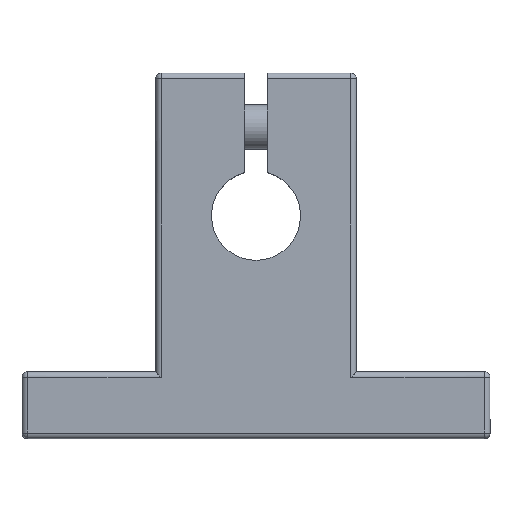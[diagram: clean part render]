
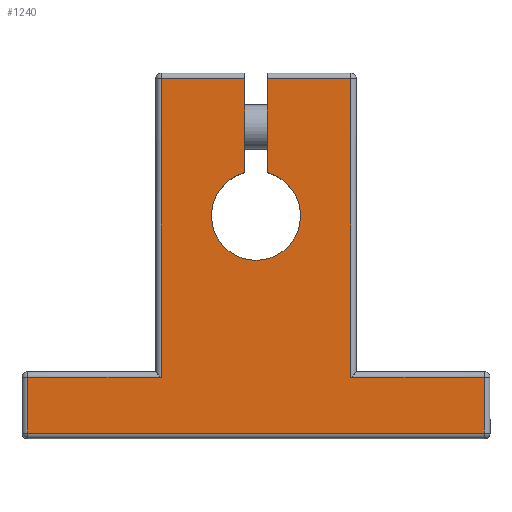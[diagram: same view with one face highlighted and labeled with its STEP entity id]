
A CAD part, top view. The second image highlights one B-rep face of the part: STEP entity #1240.
In plain terms, the highlighted planar face has unit normal (0, 0, 1).
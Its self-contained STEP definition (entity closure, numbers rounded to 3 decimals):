
#163=CARTESIAN_POINT('',(20.5,0.5,14.));
#164=VERTEX_POINT('',#163);
#172=CARTESIAN_POINT('',(-20.5,0.5,14.));
#173=VERTEX_POINT('',#172);
#174=CARTESIAN_POINT('',(20.5,0.5,14.));
#175=DIRECTION('',(-1.0,0.0,0.0));
#176=VECTOR('',#175,41.);
#177=LINE('',#174,#176);
#178=EDGE_CURVE('',#164,#173,#177,.T.);
#593=CARTESIAN_POINT('',(-8.5,32.3,14.));
#594=VERTEX_POINT('',#593);
#661=CARTESIAN_POINT('',(-20.5,5.5,14.));
#662=VERTEX_POINT('',#661);
#762=CARTESIAN_POINT('',(-20.5,0.5,14.));
#763=DIRECTION('',(0.0,1.0,0.0));
#764=VECTOR('',#763,5.);
#765=LINE('',#762,#764);
#766=EDGE_CURVE('',#173,#662,#765,.T.);
#787=CARTESIAN_POINT('',(-8.5,5.5,14.));
#788=VERTEX_POINT('',#787);
#789=CARTESIAN_POINT('',(-20.5,5.5,14.));
#790=DIRECTION('',(1.0,0.0,0.0));
#791=VECTOR('',#790,12.);
#792=LINE('',#789,#791);
#793=EDGE_CURVE('',#662,#788,#792,.T.);
#827=CARTESIAN_POINT('',(-8.5,5.5,14.));
#828=DIRECTION('',(0.0,1.0,0.0));
#829=VECTOR('',#828,26.8);
#830=LINE('',#827,#829);
#831=EDGE_CURVE('',#788,#594,#830,.T.);
#896=CARTESIAN_POINT('',(-1.,32.3,14.));
#897=VERTEX_POINT('',#896);
#914=CARTESIAN_POINT('',(-8.5,32.3,14.));
#915=DIRECTION('',(1.0,0.0,0.0));
#916=VECTOR('',#915,7.5);
#917=LINE('',#914,#916);
#918=EDGE_CURVE('',#594,#897,#917,.T.);
#956=CARTESIAN_POINT('',(20.5,5.5,14.));
#957=VERTEX_POINT('',#956);
#1090=CARTESIAN_POINT('',(8.5,5.5,14.));
#1091=VERTEX_POINT('',#1090);
#1099=CARTESIAN_POINT('',(8.5,5.5,14.));
#1100=DIRECTION('',(1.0,0.0,0.0));
#1101=VECTOR('',#1100,12.);
#1102=LINE('',#1099,#1101);
#1103=EDGE_CURVE('',#1091,#957,#1102,.T.);
#1128=CARTESIAN_POINT('',(20.5,5.5,14.));
#1129=DIRECTION('',(0.0,-1.0,0.0));
#1130=VECTOR('',#1129,5.);
#1131=LINE('',#1128,#1130);
#1132=EDGE_CURVE('',#957,#164,#1131,.T.);
#1187=CARTESIAN_POINT('',(0.,12.101,14.));
#1188=DIRECTION('',(0.0,0.0,1.0));
#1189=DIRECTION('',(1.0,0.0,0.0));
#1190=AXIS2_PLACEMENT_3D('',#1187,#1188,#1189);
#1191=PLANE('',#1190);
#1192=ORIENTED_EDGE('',*,*,#178,.F.);
#1193=ORIENTED_EDGE('',*,*,#1132,.F.);
#1194=ORIENTED_EDGE('',*,*,#1103,.F.);
#1195=CARTESIAN_POINT('',(8.5,32.3,14.));
#1196=VERTEX_POINT('',#1195);
#1197=CARTESIAN_POINT('',(8.5,32.3,14.));
#1198=DIRECTION('',(0.0,-1.0,0.0));
#1199=VECTOR('',#1198,26.8);
#1200=LINE('',#1197,#1199);
#1201=EDGE_CURVE('',#1196,#1091,#1200,.T.);
#1202=ORIENTED_EDGE('',*,*,#1201,.F.);
#1203=CARTESIAN_POINT('',(1.,32.3,14.));
#1204=VERTEX_POINT('',#1203);
#1205=CARTESIAN_POINT('',(1.,32.3,14.));
#1206=DIRECTION('',(1.0,0.0,0.0));
#1207=VECTOR('',#1206,7.5);
#1208=LINE('',#1205,#1207);
#1209=EDGE_CURVE('',#1204,#1196,#1208,.T.);
#1210=ORIENTED_EDGE('',*,*,#1209,.F.);
#1211=CARTESIAN_POINT('',(1.,23.873,14.));
#1212=VERTEX_POINT('',#1211);
#1213=CARTESIAN_POINT('',(1.,32.3,14.));
#1214=DIRECTION('',(0.0,-1.0,0.0));
#1215=VECTOR('',#1214,8.427);
#1216=LINE('',#1213,#1215);
#1217=EDGE_CURVE('',#1204,#1212,#1216,.T.);
#1218=ORIENTED_EDGE('',*,*,#1217,.T.);
#1219=CARTESIAN_POINT('',(-1.,23.873,14.));
#1220=VERTEX_POINT('',#1219);
#1221=CARTESIAN_POINT('',(0.0,20.0,14.));
#1222=DIRECTION('',(0.0,0.0,-1.0));
#1223=DIRECTION('',(1.0,0.0,0.0));
#1224=AXIS2_PLACEMENT_3D('',#1221,#1222,#1223);
#1225=CIRCLE('',#1224,4.0);
#1226=EDGE_CURVE('',#1212,#1220,#1225,.T.);
#1227=ORIENTED_EDGE('',*,*,#1226,.T.);
#1228=CARTESIAN_POINT('',(-1.,23.873,14.));
#1229=DIRECTION('',(0.0,1.0,0.0));
#1230=VECTOR('',#1229,8.427);
#1231=LINE('',#1228,#1230);
#1232=EDGE_CURVE('',#1220,#897,#1231,.T.);
#1233=ORIENTED_EDGE('',*,*,#1232,.T.);
#1234=ORIENTED_EDGE('',*,*,#918,.F.);
#1235=ORIENTED_EDGE('',*,*,#831,.F.);
#1236=ORIENTED_EDGE('',*,*,#793,.F.);
#1237=ORIENTED_EDGE('',*,*,#766,.F.);
#1238=EDGE_LOOP('',(#1192,#1193,#1194,#1202,#1210,#1218,#1227,#1233,#1234,#1235,#1236,#1237));
#1239=FACE_OUTER_BOUND('',#1238,.T.);
#1240=ADVANCED_FACE('',(#1239),#1191,.T.);
